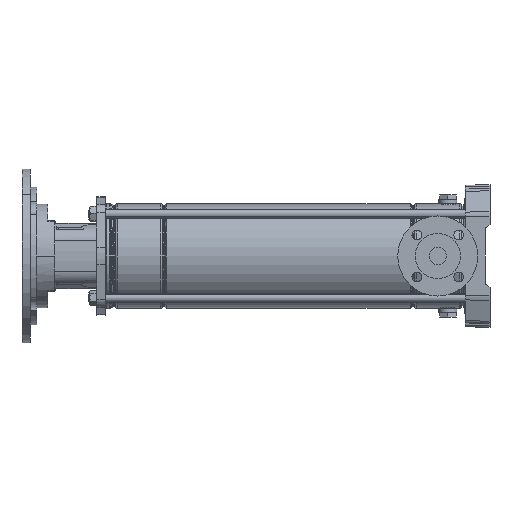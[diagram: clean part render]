
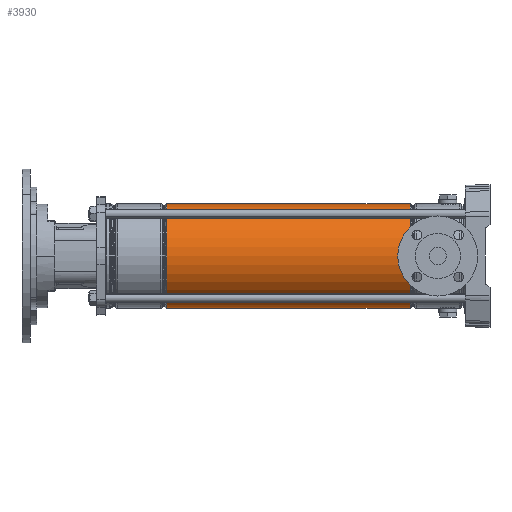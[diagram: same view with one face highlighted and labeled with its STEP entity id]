
A CAD part, left-side view. The second image highlights one B-rep face of the part: STEP entity #3930.
In plain terms, the highlighted cylindrical face has radius 74.9 mm (diameter 149.8 mm), a partial arc.
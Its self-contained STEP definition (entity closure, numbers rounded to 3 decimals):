
#478 = CARTESIAN_POINT ( 'NONE',  ( 0., 0., 0. ) ) ;
#1559 = ORIENTED_EDGE ( 'NONE', *, *, #4306, .T. ) ;
#2131 = CARTESIAN_POINT ( 'NONE',  ( 0., 0., 436.721 ) ) ;
#2193 = CIRCLE ( 'NONE', #5567, 74.9 ) ;
#2834 = DIRECTION ( 'NONE',  ( 1., 0., 0. ) ) ;
#3930 = ADVANCED_FACE ( 'NONE', ( #14221 ), #18623, .T. ) ;
#4306 = EDGE_CURVE ( 'NONE', #25406, #6429, #12094, .T. ) ;
#4571 = AXIS2_PLACEMENT_3D ( 'NONE', #478, #19236, #16654 ) ;
#5567 = AXIS2_PLACEMENT_3D ( 'NONE', #27457, #9324, #2834 ) ;
#6429 = VERTEX_POINT ( 'NONE', #20063 ) ;
#7119 = VECTOR ( 'NONE', #17875, 1000. ) ;
#8743 = AXIS2_PLACEMENT_3D ( 'NONE', #2131, #11333, #29762 ) ;
#9324 = DIRECTION ( 'NONE',  ( 0., 0., 1. ) ) ;
#9744 = DIRECTION ( 'NONE',  ( 0., 0., -1. ) ) ;
#11217 = LINE ( 'NONE', #13185, #7119 ) ;
#11333 = DIRECTION ( 'NONE',  ( 0., 0., -1. ) ) ;
#11728 = EDGE_CURVE ( 'NONE', #25406, #25123, #23514, .T. ) ;
#12094 = CIRCLE ( 'NONE', #8743, 74.9 ) ;
#12542 = CARTESIAN_POINT ( 'NONE',  ( -74.9, 0., 87.279 ) ) ;
#12637 = VECTOR ( 'NONE', #9744, 1000. ) ;
#13185 = CARTESIAN_POINT ( 'NONE',  ( 74.9, 0., 0. ) ) ;
#13737 = CARTESIAN_POINT ( 'NONE',  ( -74.9, 0., 436.721 ) ) ;
#14221 = FACE_OUTER_BOUND ( 'NONE', #17704, .T. ) ;
#14306 = ORIENTED_EDGE ( 'NONE', *, *, #11728, .F. ) ;
#14613 = ORIENTED_EDGE ( 'NONE', *, *, #28143, .T. ) ;
#16395 = CARTESIAN_POINT ( 'NONE',  ( -74.9, 0., 0. ) ) ;
#16654 = DIRECTION ( 'NONE',  ( -1., 0., 0. ) ) ;
#17704 = EDGE_LOOP ( 'NONE', ( #1559, #14613, #27528, #14306 ) ) ;
#17875 = DIRECTION ( 'NONE',  ( 0., 0., -1. ) ) ;
#18623 = CYLINDRICAL_SURFACE ( 'NONE', #4571, 74.9 ) ;
#19236 = DIRECTION ( 'NONE',  ( 0., 0., -1. ) ) ;
#20063 = CARTESIAN_POINT ( 'NONE',  ( 74.9, 0., 436.721 ) ) ;
#23514 = LINE ( 'NONE', #16395, #12637 ) ;
#23609 = VERTEX_POINT ( 'NONE', #25972 ) ;
#25123 = VERTEX_POINT ( 'NONE', #12542 ) ;
#25406 = VERTEX_POINT ( 'NONE', #13737 ) ;
#25972 = CARTESIAN_POINT ( 'NONE',  ( 74.9, 0., 87.279 ) ) ;
#26905 = EDGE_CURVE ( 'NONE', #23609, #25123, #2193, .T. ) ;
#27457 = CARTESIAN_POINT ( 'NONE',  ( 0., 0., 87.279 ) ) ;
#27528 = ORIENTED_EDGE ( 'NONE', *, *, #26905, .T. ) ;
#28143 = EDGE_CURVE ( 'NONE', #6429, #23609, #11217, .T. ) ;
#29762 = DIRECTION ( 'NONE',  ( 1., 0., 0. ) ) ;
